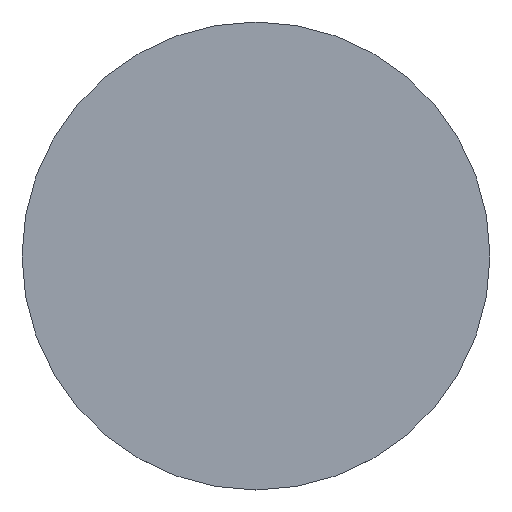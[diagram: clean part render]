
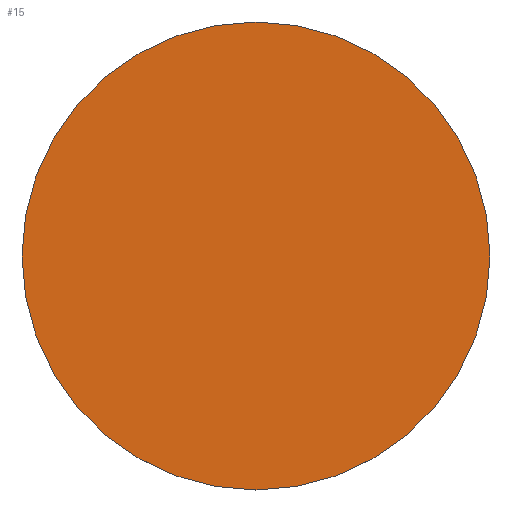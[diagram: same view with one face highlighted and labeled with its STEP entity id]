
A CAD part, top view. The second image highlights one B-rep face of the part: STEP entity #15.
In plain terms, the highlighted planar face has unit normal (0, 0, 1).
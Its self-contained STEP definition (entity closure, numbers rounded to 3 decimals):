
#2 = AXIS2_PLACEMENT_3D ( 'NONE', #96, #38, #41 ) ;
#10 = ORIENTED_EDGE ( 'NONE', *, *, #75, .T. ) ;
#15 = ADVANCED_FACE ( 'NONE', ( #131 ), #111, .T. ) ;
#22 = AXIS2_PLACEMENT_3D ( 'NONE', #101, #79, #120 ) ;
#30 = DIRECTION ( 'NONE',  ( 0., 0., 1. ) ) ;
#38 = DIRECTION ( 'NONE',  ( 0., 0., 1. ) ) ;
#41 = DIRECTION ( 'NONE',  ( 1., 0., 0. ) ) ;
#43 = VERTEX_POINT ( 'NONE', #98 ) ;
#46 = EDGE_CURVE ( 'NONE', #60, #43, #59, .T. ) ;
#59 = CIRCLE ( 'NONE', #2, 100. ) ;
#60 = VERTEX_POINT ( 'NONE', #65 ) ;
#65 = CARTESIAN_POINT ( 'NONE',  ( -100., 0., 1.1 ) ) ;
#68 = EDGE_LOOP ( 'NONE', ( #104, #10 ) ) ;
#73 = AXIS2_PLACEMENT_3D ( 'NONE', #84, #30, #109 ) ;
#75 = EDGE_CURVE ( 'NONE', #43, #60, #106, .T. ) ;
#79 = DIRECTION ( 'NONE',  ( 0., 0., 1. ) ) ;
#84 = CARTESIAN_POINT ( 'NONE',  ( 0., 0., 1.1 ) ) ;
#96 = CARTESIAN_POINT ( 'NONE',  ( 0., 0., 1.1 ) ) ;
#98 = CARTESIAN_POINT ( 'NONE',  ( 100., 0., 1.1 ) ) ;
#101 = CARTESIAN_POINT ( 'NONE',  ( 0., 0., 1.1 ) ) ;
#104 = ORIENTED_EDGE ( 'NONE', *, *, #46, .T. ) ;
#106 = CIRCLE ( 'NONE', #22, 100. ) ;
#109 = DIRECTION ( 'NONE',  ( 1., 0., 0. ) ) ;
#111 = PLANE ( 'NONE',  #73 ) ;
#120 = DIRECTION ( 'NONE',  ( 1., 0., 0. ) ) ;
#131 = FACE_OUTER_BOUND ( 'NONE', #68, .T. ) ;
